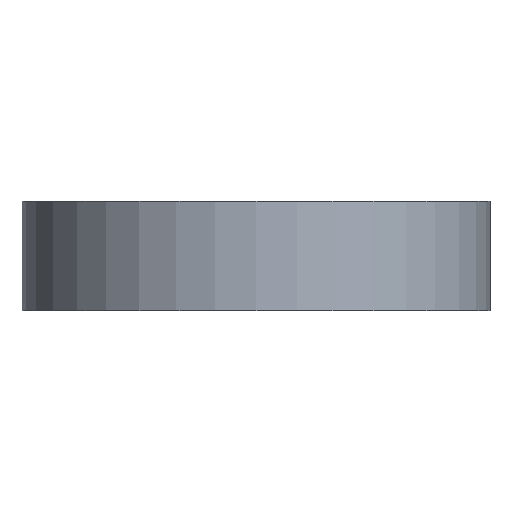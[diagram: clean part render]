
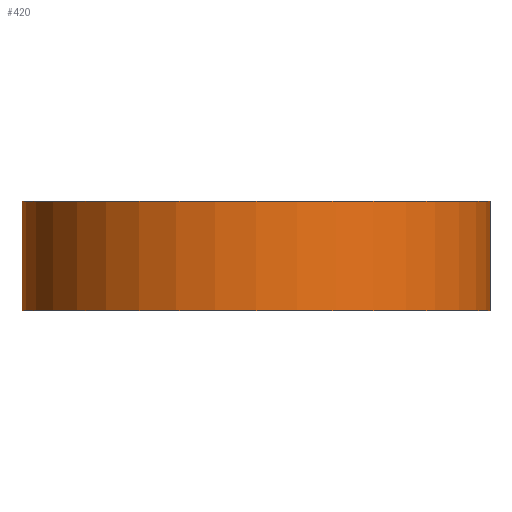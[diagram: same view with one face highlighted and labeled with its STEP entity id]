
A CAD part, front view. The second image highlights one B-rep face of the part: STEP entity #420.
In plain terms, the highlighted cylindrical face has radius 15 mm (diameter 30 mm), a partial arc.
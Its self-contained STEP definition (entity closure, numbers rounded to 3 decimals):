
#10 = ORIENTED_EDGE ( 'NONE', *, *, #31, .F. ) ;
#16 = AXIS2_PLACEMENT_3D ( 'NONE', #311, #712, #128 ) ;
#31 = EDGE_CURVE ( 'NONE', #340, #224, #184, .T. ) ;
#75 = DIRECTION ( 'NONE',  ( 0., 0., -1. ) ) ;
#92 = VECTOR ( 'NONE', #75, 1000. ) ;
#121 = VERTEX_POINT ( 'NONE', #781 ) ;
#128 = DIRECTION ( 'NONE',  ( -1., 0., 0. ) ) ;
#148 = CARTESIAN_POINT ( 'NONE',  ( -15., 0., 7. ) ) ;
#184 = LINE ( 'NONE', #716, #587 ) ;
#213 = ORIENTED_EDGE ( 'NONE', *, *, #230, .T. ) ;
#216 = AXIS2_PLACEMENT_3D ( 'NONE', #344, #414, #350 ) ;
#224 = VERTEX_POINT ( 'NONE', #795 ) ;
#230 = EDGE_CURVE ( 'NONE', #378, #121, #731, .T. ) ;
#303 = CIRCLE ( 'NONE', #216, 15. ) ;
#311 = CARTESIAN_POINT ( 'NONE',  ( 0., 0., 7. ) ) ;
#339 = EDGE_LOOP ( 'NONE', ( #10, #608, #213, #655 ) ) ;
#340 = VERTEX_POINT ( 'NONE', #818 ) ;
#344 = CARTESIAN_POINT ( 'NONE',  ( 0., 0., 0. ) ) ;
#350 = DIRECTION ( 'NONE',  ( 1., 0., 0. ) ) ;
#375 = CARTESIAN_POINT ( 'NONE',  ( -15., 0., 7. ) ) ;
#378 = VERTEX_POINT ( 'NONE', #375 ) ;
#389 = CYLINDRICAL_SURFACE ( 'NONE', #16, 15. ) ;
#414 = DIRECTION ( 'NONE',  ( 0., 0., 1. ) ) ;
#420 = ADVANCED_FACE ( 'NONE', ( #526 ), #389, .T. ) ;
#429 = DIRECTION ( 'NONE',  ( 0., 0., 1. ) ) ;
#450 = DIRECTION ( 'NONE',  ( 0., 0., -1. ) ) ;
#526 = FACE_OUTER_BOUND ( 'NONE', #339, .T. ) ;
#587 = VECTOR ( 'NONE', #450, 1000. ) ;
#608 = ORIENTED_EDGE ( 'NONE', *, *, #792, .F. ) ;
#614 = EDGE_CURVE ( 'NONE', #121, #224, #303, .T. ) ;
#626 = CARTESIAN_POINT ( 'NONE',  ( 0., 0., 7. ) ) ;
#655 = ORIENTED_EDGE ( 'NONE', *, *, #614, .T. ) ;
#712 = DIRECTION ( 'NONE',  ( 0., 0., -1. ) ) ;
#716 = CARTESIAN_POINT ( 'NONE',  ( 15., 0., 7. ) ) ;
#721 = CIRCLE ( 'NONE', #827, 15. ) ;
#731 = LINE ( 'NONE', #148, #92 ) ;
#781 = CARTESIAN_POINT ( 'NONE',  ( -15., 0., 0. ) ) ;
#792 = EDGE_CURVE ( 'NONE', #378, #340, #721, .T. ) ;
#795 = CARTESIAN_POINT ( 'NONE',  ( 15., 0., 0. ) ) ;
#814 = DIRECTION ( 'NONE',  ( 1., 0., 0. ) ) ;
#818 = CARTESIAN_POINT ( 'NONE',  ( 15., 0., 7. ) ) ;
#827 = AXIS2_PLACEMENT_3D ( 'NONE', #626, #429, #814 ) ;
